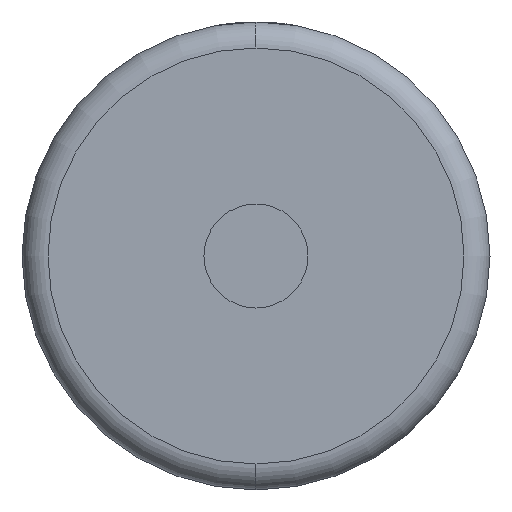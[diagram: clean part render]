
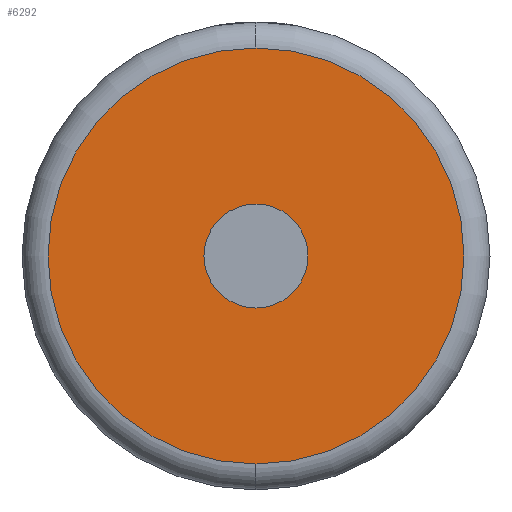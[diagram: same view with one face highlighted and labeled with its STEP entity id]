
A CAD part, left-side view. The second image highlights one B-rep face of the part: STEP entity #6292.
In plain terms, the highlighted planar face has unit normal (-1, 0, 0).
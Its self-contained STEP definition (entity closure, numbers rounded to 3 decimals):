
#93 = CARTESIAN_POINT ( 'NONE',  ( 0., 0., 4. ) ) ;
#164 = CARTESIAN_POINT ( 'NONE',  ( 0., 0., 0. ) ) ;
#312 = VERTEX_POINT ( 'NONE', #93 ) ;
#314 = CIRCLE ( 'NONE', #409, 16. ) ;
#333 = AXIS2_PLACEMENT_3D ( 'NONE', #4892, #1299, #2368 ) ;
#409 = AXIS2_PLACEMENT_3D ( 'NONE', #1632, #5628, #5669 ) ;
#517 = DIRECTION ( 'NONE',  ( 0., 0., -1. ) ) ;
#551 = VERTEX_POINT ( 'NONE', #5052 ) ;
#603 = FACE_OUTER_BOUND ( 'NONE', #3480, .T. ) ;
#1082 = FACE_BOUND ( 'NONE', #1225, .T. ) ;
#1225 = EDGE_LOOP ( 'NONE', ( #5418, #1766 ) ) ;
#1242 = DIRECTION ( 'NONE',  ( -1., 0., 0. ) ) ;
#1299 = DIRECTION ( 'NONE',  ( -1., 0., 0. ) ) ;
#1364 = CIRCLE ( 'NONE', #333, 4. ) ;
#1632 = CARTESIAN_POINT ( 'NONE',  ( 0., 0., 0. ) ) ;
#1739 = ORIENTED_EDGE ( 'NONE', *, *, #3884, .T. ) ;
#1766 = ORIENTED_EDGE ( 'NONE', *, *, #5030, .F. ) ;
#1779 = PLANE ( 'NONE',  #1925 ) ;
#1925 = AXIS2_PLACEMENT_3D ( 'NONE', #3731, #6332, #2842 ) ;
#2212 = DIRECTION ( 'NONE',  ( 0., 0., -1. ) ) ;
#2248 = CIRCLE ( 'NONE', #3688, 16. ) ;
#2368 = DIRECTION ( 'NONE',  ( 0., 0., -1. ) ) ;
#2510 = CARTESIAN_POINT ( 'NONE',  ( 0., 0., 16. ) ) ;
#2736 = CARTESIAN_POINT ( 'NONE',  ( 0., 0., 0. ) ) ;
#2777 = AXIS2_PLACEMENT_3D ( 'NONE', #2736, #1242, #2212 ) ;
#2842 = DIRECTION ( 'NONE',  ( 0., 0., -1. ) ) ;
#2976 = VERTEX_POINT ( 'NONE', #5067 ) ;
#3318 = CIRCLE ( 'NONE', #2777, 4. ) ;
#3480 = EDGE_LOOP ( 'NONE', ( #1739, #5572 ) ) ;
#3688 = AXIS2_PLACEMENT_3D ( 'NONE', #164, #5089, #517 ) ;
#3731 = CARTESIAN_POINT ( 'NONE',  ( 0., 0., 0. ) ) ;
#3884 = EDGE_CURVE ( 'NONE', #551, #4136, #314, .T. ) ;
#4136 = VERTEX_POINT ( 'NONE', #2510 ) ;
#4892 = CARTESIAN_POINT ( 'NONE',  ( 0., 0., 0. ) ) ;
#5030 = EDGE_CURVE ( 'NONE', #312, #2976, #1364, .T. ) ;
#5052 = CARTESIAN_POINT ( 'NONE',  ( 0., 0., -16. ) ) ;
#5067 = CARTESIAN_POINT ( 'NONE',  ( 0., 0., -4. ) ) ;
#5089 = DIRECTION ( 'NONE',  ( -1., 0., 0. ) ) ;
#5220 = EDGE_CURVE ( 'NONE', #4136, #551, #2248, .T. ) ;
#5367 = EDGE_CURVE ( 'NONE', #2976, #312, #3318, .T. ) ;
#5418 = ORIENTED_EDGE ( 'NONE', *, *, #5367, .F. ) ;
#5572 = ORIENTED_EDGE ( 'NONE', *, *, #5220, .T. ) ;
#5628 = DIRECTION ( 'NONE',  ( -1., 0., 0. ) ) ;
#5669 = DIRECTION ( 'NONE',  ( 0., 0., -1. ) ) ;
#6292 = ADVANCED_FACE ( 'NONE', ( #603, #1082 ), #1779, .F. ) ;
#6332 = DIRECTION ( 'NONE',  ( 1., 0., 0. ) ) ;
